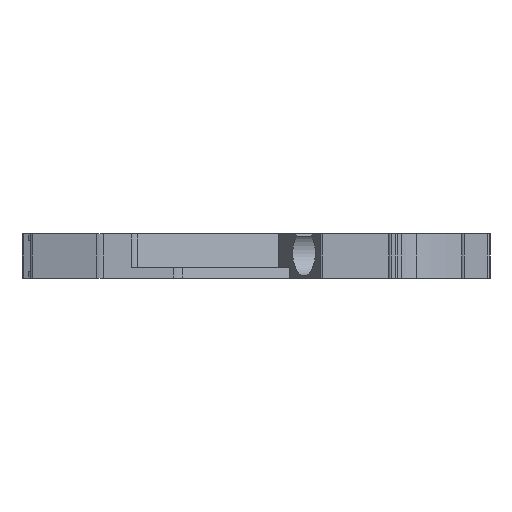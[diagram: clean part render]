
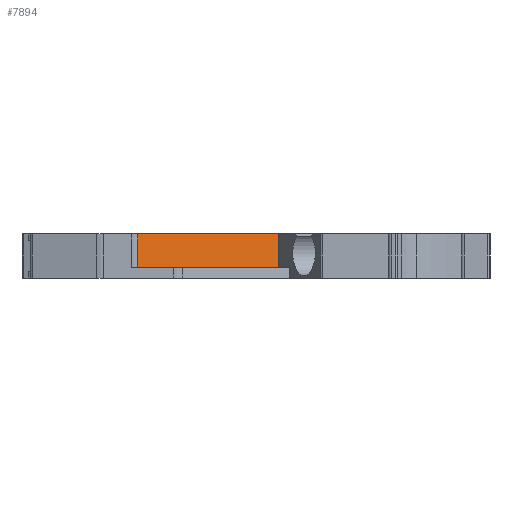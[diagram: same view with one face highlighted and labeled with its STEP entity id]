
A CAD part, left-side view. The second image highlights one B-rep face of the part: STEP entity #7894.
In plain terms, the highlighted planar face has unit normal (-0.866, -0.5, 0).
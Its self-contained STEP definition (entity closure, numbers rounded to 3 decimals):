
#1805=DIRECTION('',(0.,0.,-1.));
#1806=VECTOR('',#1805,3.9);
#1807=CARTESIAN_POINT('',(-38.94,17.932,0.));
#1808=LINE('',#1807,#1806);
#2640=DIRECTION('',(0.,0.,-1.));
#2641=VECTOR('',#2640,3.9);
#2642=CARTESIAN_POINT('',(-48.301,34.146,0.));
#2643=LINE('',#2642,#2641);
#2644=DIRECTION('',(0.5,-0.866,0.));
#2645=VECTOR('',#2644,18.722);
#2646=CARTESIAN_POINT('',(-48.301,34.146,0.));
#2647=LINE('',#2646,#2645);
#2648=DIRECTION('',(-0.5,0.866,0.));
#2649=VECTOR('',#2648,18.722);
#2650=CARTESIAN_POINT('',(-38.94,17.932,-3.9));
#2651=LINE('',#2650,#2649);
#4160=CARTESIAN_POINT('',(-38.94,17.932,0.));
#4161=VERTEX_POINT('',#4160);
#4176=CARTESIAN_POINT('',(-48.301,34.146,0.));
#4177=VERTEX_POINT('',#4176);
#4178=CARTESIAN_POINT('',(-48.301,34.146,-3.9));
#4179=VERTEX_POINT('',#4178);
#4180=CARTESIAN_POINT('',(-38.94,17.932,-3.9));
#4181=VERTEX_POINT('',#4180);
#7882=CARTESIAN_POINT('',(-38.94,17.932,0.));
#7883=DIRECTION('',(0.866,0.5,0.));
#7884=DIRECTION('',(-0.5,0.866,0.));
#7885=AXIS2_PLACEMENT_3D('',#7882,#7883,#7884);
#7886=PLANE('',#7885);
#7888=ORIENTED_EDGE('',*,*,#7887,.F.);
#7889=ORIENTED_EDGE('',*,*,#4794,.T.);
#7890=ORIENTED_EDGE('',*,*,#6687,.T.);
#7891=ORIENTED_EDGE('',*,*,#5376,.T.);
#7892=EDGE_LOOP('',(#7888,#7889,#7890,#7891));
#7893=FACE_OUTER_BOUND('',#7892,.F.);
#7894=ADVANCED_FACE('',(#7893),#7886,.F.);
#4794=EDGE_CURVE('',#4177,#4161,#2647,.T.);
#5376=EDGE_CURVE('',#4181,#4179,#2651,.T.);
#6687=EDGE_CURVE('',#4161,#4181,#1808,.T.);
#7887=EDGE_CURVE('',#4177,#4179,#2643,.T.);
